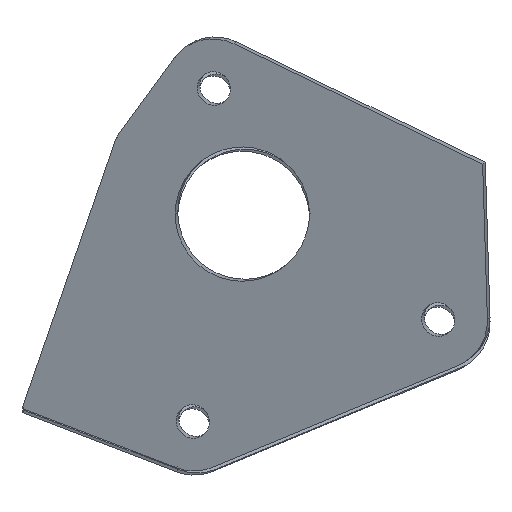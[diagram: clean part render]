
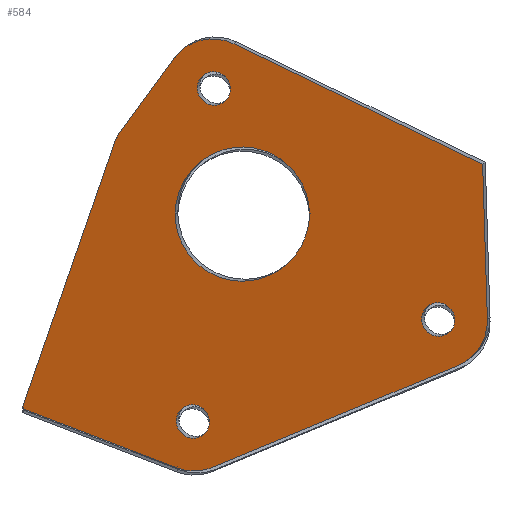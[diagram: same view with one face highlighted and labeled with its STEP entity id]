
A CAD part, top view. The second image highlights one B-rep face of the part: STEP entity #584.
In plain terms, the highlighted planar face has unit normal (-0.197, -0.151, 0.969).
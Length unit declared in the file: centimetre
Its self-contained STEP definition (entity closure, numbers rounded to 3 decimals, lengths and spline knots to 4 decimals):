
#46=B_SPLINE_CURVE_WITH_KNOTS('',3,(#906,#907,#908,#909,#910,#911,#912),
 .UNSPECIFIED.,.F.,.F.,(4,1,1,1,4),(0.,0.25,0.5,
0.75,1.),.UNSPECIFIED.);
#47=B_SPLINE_CURVE_WITH_KNOTS('',3,(#913,#914,#915,#916,#917,#918,#919),
 .UNSPECIFIED.,.F.,.F.,(4,1,1,1,4),(0.,0.25,0.5,0.75,
1.),.UNSPECIFIED.);
#56=FACE_BOUND('',#113,.T.);
#57=FACE_BOUND('',#114,.T.);
#58=FACE_BOUND('',#115,.T.);
#59=FACE_BOUND('',#116,.T.);
#76=FACE_OUTER_BOUND('',#112,.T.);
#112=EDGE_LOOP('',(#428,#429,#430,#431,#432,#433,#434,#435,#436));
#113=EDGE_LOOP('',(#437));
#114=EDGE_LOOP('',(#438));
#115=EDGE_LOOP('',(#439));
#116=EDGE_LOOP('',(#440,#441));
#166=CIRCLE('',#627,1.5);
#167=CIRCLE('',#628,1.5);
#168=CIRCLE('',#629,1.5);
#169=CIRCLE('',#630,0.5075);
#170=CIRCLE('',#631,0.5075);
#171=CIRCLE('',#632,0.5075);
#190=LINE('',#879,#236);
#193=LINE('',#886,#239);
#194=LINE('',#888,#240);
#195=LINE('',#890,#241);
#196=LINE('',#894,#242);
#197=LINE('',#897,#243);
#236=VECTOR('',#699,8.326);
#239=VECTOR('',#706,3.035);
#240=VECTOR('',#707,8.7658);
#241=VECTOR('',#708,4.9993);
#242=VECTOR('',#711,8.1972);
#243=VECTOR('',#714,4.7);
#290=VERTEX_POINT('',#877);
#291=VERTEX_POINT('',#878);
#292=VERTEX_POINT('',#883);
#293=VERTEX_POINT('',#885);
#294=VERTEX_POINT('',#887);
#295=VERTEX_POINT('',#889);
#296=VERTEX_POINT('',#891);
#297=VERTEX_POINT('',#893);
#298=VERTEX_POINT('',#895);
#299=VERTEX_POINT('',#898);
#300=VERTEX_POINT('',#900);
#301=VERTEX_POINT('',#902);
#302=VERTEX_POINT('',#904);
#303=VERTEX_POINT('',#905);
#346=EDGE_CURVE('',#290,#291,#190,.T.);
#349=EDGE_CURVE('',#292,#290,#166,.T.);
#350=EDGE_CURVE('',#293,#292,#193,.T.);
#351=EDGE_CURVE('',#294,#293,#194,.T.);
#352=EDGE_CURVE('',#295,#294,#195,.T.);
#353=EDGE_CURVE('',#296,#295,#167,.T.);
#354=EDGE_CURVE('',#297,#296,#196,.T.);
#355=EDGE_CURVE('',#298,#297,#168,.T.);
#356=EDGE_CURVE('',#291,#298,#197,.T.);
#357=EDGE_CURVE('',#299,#299,#169,.T.);
#358=EDGE_CURVE('',#300,#300,#170,.T.);
#359=EDGE_CURVE('',#301,#301,#171,.T.);
#360=EDGE_CURVE('',#302,#303,#46,.T.);
#361=EDGE_CURVE('',#303,#302,#47,.T.);
#428=ORIENTED_EDGE('',*,*,#346,.F.);
#429=ORIENTED_EDGE('',*,*,#349,.F.);
#430=ORIENTED_EDGE('',*,*,#350,.F.);
#431=ORIENTED_EDGE('',*,*,#351,.F.);
#432=ORIENTED_EDGE('',*,*,#352,.F.);
#433=ORIENTED_EDGE('',*,*,#353,.F.);
#434=ORIENTED_EDGE('',*,*,#354,.F.);
#435=ORIENTED_EDGE('',*,*,#355,.F.);
#436=ORIENTED_EDGE('',*,*,#356,.F.);
#437=ORIENTED_EDGE('',*,*,#357,.F.);
#438=ORIENTED_EDGE('',*,*,#358,.F.);
#439=ORIENTED_EDGE('',*,*,#359,.F.);
#440=ORIENTED_EDGE('',*,*,#360,.F.);
#441=ORIENTED_EDGE('',*,*,#361,.F.);
#568=PLANE('',#626);
#584=ADVANCED_FACE('',(#76,#56,#57,#58,#59),#568,.F.);
#626=AXIS2_PLACEMENT_3D('',#882,#702,#703);
#627=AXIS2_PLACEMENT_3D('',#884,#704,#705);
#628=AXIS2_PLACEMENT_3D('',#892,#709,#710);
#629=AXIS2_PLACEMENT_3D('',#896,#712,#713);
#630=AXIS2_PLACEMENT_3D('',#899,#715,#716);
#631=AXIS2_PLACEMENT_3D('',#901,#717,#718);
#632=AXIS2_PLACEMENT_3D('',#903,#719,#720);
#699=DIRECTION('',(0.894,-0.433,0.114));
#702=DIRECTION('center_axis',(0.197,0.151,-0.969));
#703=DIRECTION('ref_axis',(-0.98,0.03,-0.195));
#704=DIRECTION('center_axis',(0.197,0.151,-0.969));
#705=DIRECTION('ref_axis',(-0.797,0.6,-0.069));
#706=DIRECTION('',(0.571,0.785,0.238));
#707=DIRECTION('',(0.321,0.924,0.209));
#708=DIRECTION('',(-0.926,0.355,-0.133));
#709=DIRECTION('center_axis',(0.197,0.151,-0.969));
#710=DIRECTION('ref_axis',(0.396,-0.916,-0.062));
#711=DIRECTION('',(-0.897,-0.372,-0.24));
#712=DIRECTION('center_axis',(0.197,0.151,-0.969));
#713=DIRECTION('ref_axis',(0.98,0.,0.199));
#714=DIRECTION('',(0.03,-0.989,-0.148));
#715=DIRECTION('center_axis',(-0.197,-0.151,0.969));
#716=DIRECTION('ref_axis',(-0.98,0.03,-0.195));
#717=DIRECTION('center_axis',(-0.197,-0.151,0.969));
#718=DIRECTION('ref_axis',(-0.98,0.03,-0.195));
#719=DIRECTION('center_axis',(-0.197,-0.151,0.969));
#720=DIRECTION('ref_axis',(-0.98,0.03,-0.195));
#877=CARTESIAN_POINT('',(23.7525,57.0943,37.3425));
#878=CARTESIAN_POINT('',(31.196,53.4876,38.2955));
#879=CARTESIAN_POINT('',(23.7525,57.0943,37.3425));
#882=CARTESIAN_POINT('Origin',(-4.5109,-3.4491,22.1787));
#883=CARTESIAN_POINT('',(21.9538,56.662,36.9094));
#884=CARTESIAN_POINT('Origin',(23.1489,55.7614,37.0124));
#885=CARTESIAN_POINT('',(20.2198,54.2785,36.1861));
#886=CARTESIAN_POINT('',(20.2198,54.2785,36.1861));
#887=CARTESIAN_POINT('',(17.4044,46.1817,34.3543));
#888=CARTESIAN_POINT('',(17.4044,46.1817,34.3543));
#889=CARTESIAN_POINT('',(22.0312,44.409,35.0196));
#890=CARTESIAN_POINT('',(22.0312,44.409,35.0196));
#891=CARTESIAN_POINT('',(23.1117,44.419,35.241));
#892=CARTESIAN_POINT('Origin',(22.5171,45.793,35.3337));
#893=CARTESIAN_POINT('',(30.4619,47.4673,37.21));
#894=CARTESIAN_POINT('',(30.4619,47.4673,37.21));
#895=CARTESIAN_POINT('',(31.3372,48.8413,37.6017));
#896=CARTESIAN_POINT('Origin',(29.8673,48.8413,37.3027));
#897=CARTESIAN_POINT('',(31.196,53.4876,38.2955));
#898=CARTESIAN_POINT('',(22.0195,45.8083,35.2349));
#899=CARTESIAN_POINT('Origin',(22.5171,45.793,35.3337));
#900=CARTESIAN_POINT('',(22.6514,55.7767,36.9136));
#901=CARTESIAN_POINT('Origin',(23.1489,55.7614,37.0124));
#902=CARTESIAN_POINT('',(29.3697,48.8566,37.2039));
#903=CARTESIAN_POINT('Origin',(29.8673,48.8413,37.3027));
#904=CARTESIAN_POINT('',(21.99,52.,36.1918));
#905=CARTESIAN_POINT('',(26.01,52.,37.0094));
#906=CARTESIAN_POINT('Ctrl Pts',(21.99,52.,36.1918));
#907=CARTESIAN_POINT('Ctrl Pts',(21.9905,51.4739,36.11));
#908=CARTESIAN_POINT('Ctrl Pts',(22.4247,50.4255,36.0353));
#909=CARTESIAN_POINT('Ctrl Pts',(24.,49.7723,36.2541));
#910=CARTESIAN_POINT('Ctrl Pts',(25.5753,50.4255,36.6761));
#911=CARTESIAN_POINT('Ctrl Pts',(26.0095,51.4739,36.9275));
#912=CARTESIAN_POINT('Ctrl Pts',(26.01,52.,37.0094));
#913=CARTESIAN_POINT('Ctrl Pts',(26.01,52.,37.0094));
#914=CARTESIAN_POINT('Ctrl Pts',(26.0095,52.5261,37.0911));
#915=CARTESIAN_POINT('Ctrl Pts',(25.5753,53.5745,37.1658));
#916=CARTESIAN_POINT('Ctrl Pts',(24.,54.2277,36.947));
#917=CARTESIAN_POINT('Ctrl Pts',(22.4247,53.5745,36.525));
#918=CARTESIAN_POINT('Ctrl Pts',(21.9905,52.5261,36.2737));
#919=CARTESIAN_POINT('Ctrl Pts',(21.99,52.,36.1918));
